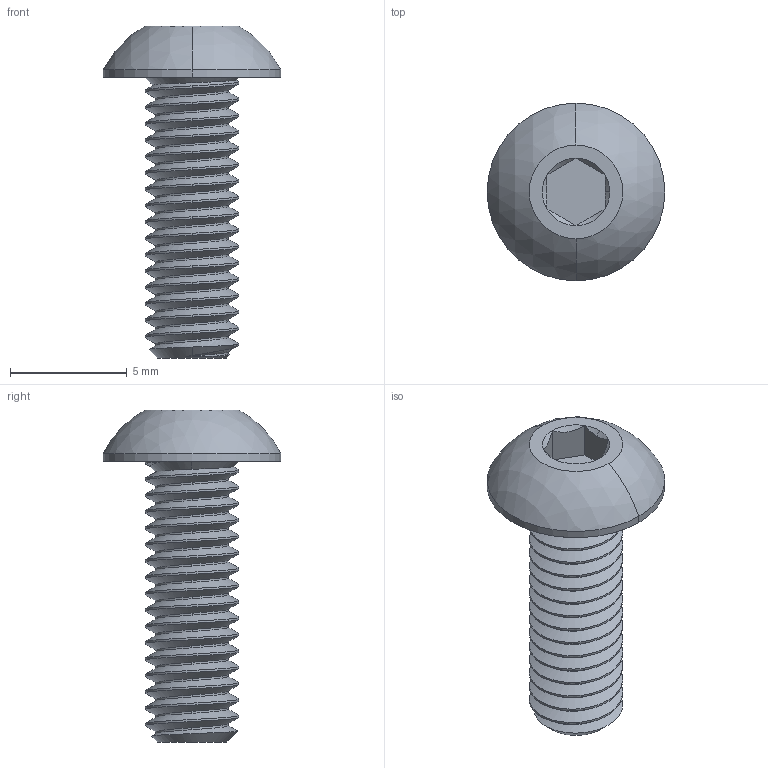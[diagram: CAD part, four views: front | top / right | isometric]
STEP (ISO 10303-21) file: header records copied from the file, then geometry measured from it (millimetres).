
FILE_DESCRIPTION (( 'STEP AP214' ), '1' );
FILE_NAME ('92095A192_Button Head Hex Drive Screw.STEP', '2025-08-11T18:03:15', ( '' ), ( '' ), 'SwSTEP 2.0', 'SolidWorks 2024', '' );
FILE_SCHEMA (( 'AUTOMOTIVE_DESIGN' ));
Length unit declared in the file: millimetre
Products named in the file (1): 92095A192_Button Head Hex Drive Screw_92095A192
Bounding box: 7.6 x 7.6 x 14.2 mm (x, y, z)
Volume: 183.4 mm3; surface area: 354.5 mm2
Topology: 1 solids, 1 shells, 97 faces, 263 edges, 170 vertices
Faces by surface type: cylinder 70, cone 13, plane 10, sphere 2, bspline 2
Entity records: 4741 total; most frequent: CARTESIAN_POINT 2703, ORIENTED_EDGE 526, DIRECTION 328, EDGE_CURVE 263, VERTEX_POINT 170, AXIS2_PLACEMENT_3D 121, EDGE_LOOP 99, FACE_OUTER_BOUND 97
